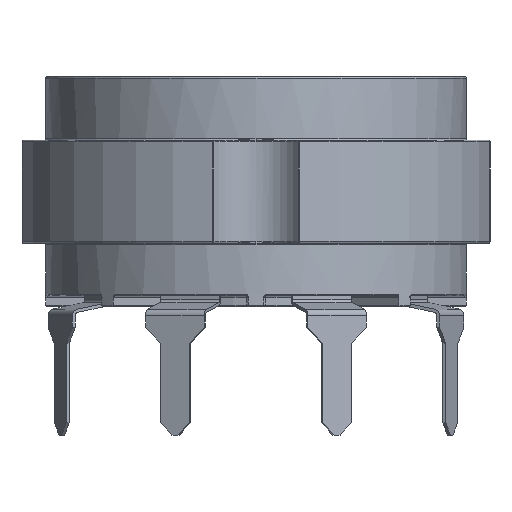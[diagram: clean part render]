
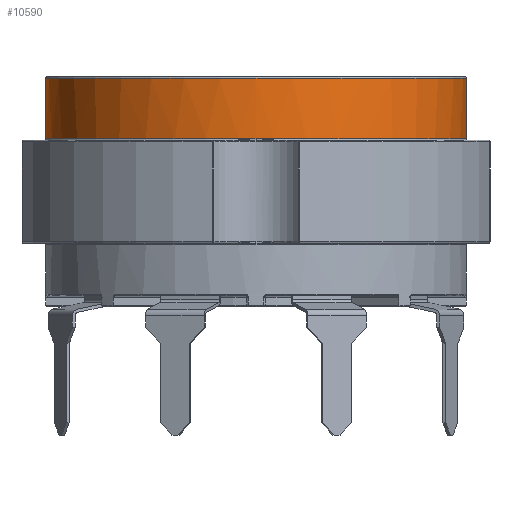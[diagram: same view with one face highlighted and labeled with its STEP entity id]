
A CAD part, front view. The second image highlights one B-rep face of the part: STEP entity #10590.
In plain terms, the highlighted cylindrical face has radius 13.25 mm (diameter 26.5 mm), a full revolution.
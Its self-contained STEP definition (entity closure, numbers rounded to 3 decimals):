
#74=FACE_BOUND('',#3278,.T.);
#2007=CYLINDRICAL_SURFACE('',#11666,13.25);
#2597=FACE_OUTER_BOUND('',#3277,.T.);
#3277=EDGE_LOOP('',(#8657));
#3278=EDGE_LOOP('',(#8658,#8659,#8660,#8661,#8662,#8663,#8664,#8665,#8666,
#8667,#8668,#8669));
#4016=CIRCLE('',#11627,13.25);
#4019=CIRCLE('',#11631,13.25);
#4021=CIRCLE('',#11634,13.25);
#4029=CIRCLE('',#11647,13.25);
#4037=CIRCLE('',#11667,13.25);
#4196=B_SPLINE_CURVE_WITH_KNOTS('',3,(#15394,#15395,#15396,#15397,#15398,
#15399,#15400,#15401,#15402,#15403),.UNSPECIFIED.,.F.,.F.,(4,3,3,4),(0.5,
0.512,0.853,1.),.UNSPECIFIED.);
#4198=B_SPLINE_CURVE_WITH_KNOTS('',3,(#15471,#15472,#15473,#15474,#15475,
#15476,#15477),.UNSPECIFIED.,.F.,.F.,(4,3,4),(0.,0.246,0.5),
 .UNSPECIFIED.);
#4211=B_SPLINE_CURVE_WITH_KNOTS('',3,(#15901,#15902,#15903,#15904,#15905,
#15906,#15907,#15908,#15909,#15910),.UNSPECIFIED.,.F.,.F.,(4,3,3,4),(0.5,
0.512,0.853,1.),.UNSPECIFIED.);
#4213=B_SPLINE_CURVE_WITH_KNOTS('',3,(#15978,#15979,#15980,#15981,#15982,
#15983,#15984),.UNSPECIFIED.,.F.,.F.,(4,3,4),(0.,0.246,0.5),
 .UNSPECIFIED.);
#4234=B_SPLINE_CURVE_WITH_KNOTS('',3,(#16658,#16659,#16660,#16661,#16662,
#16663,#16664,#16665,#16666,#16667),.UNSPECIFIED.,.F.,.F.,(4,3,3,4),(0.5,
0.512,0.853,1.),.UNSPECIFIED.);
#4236=B_SPLINE_CURVE_WITH_KNOTS('',3,(#16728,#16729,#16730,#16731,#16732,
#16733,#16734),.UNSPECIFIED.,.F.,.F.,(4,3,4),(0.,0.246,0.5),
 .UNSPECIFIED.);
#4241=B_SPLINE_CURVE_WITH_KNOTS('',3,(#16869,#16870,#16871,#16872,#16873,
#16874,#16875,#16876,#16877,#16878),.UNSPECIFIED.,.F.,.F.,(4,3,3,4),(0.5,
0.512,0.853,1.),.UNSPECIFIED.);
#4243=B_SPLINE_CURVE_WITH_KNOTS('',3,(#16946,#16947,#16948,#16949,#16950,
#16951,#16952),.UNSPECIFIED.,.F.,.F.,(4,3,4),(0.,0.246,0.5),
 .UNSPECIFIED.);
#4388=VERTEX_POINT('',#15386);
#4389=VERTEX_POINT('',#15393);
#4391=VERTEX_POINT('',#15469);
#4404=VERTEX_POINT('',#15893);
#4405=VERTEX_POINT('',#15900);
#4407=VERTEX_POINT('',#15976);
#4428=VERTEX_POINT('',#16650);
#4429=VERTEX_POINT('',#16657);
#4431=VERTEX_POINT('',#16726);
#4436=VERTEX_POINT('',#16861);
#4437=VERTEX_POINT('',#16868);
#4439=VERTEX_POINT('',#16944);
#4919=VERTEX_POINT('',#22260);
#5366=EDGE_CURVE('',#4388,#4389,#4196,.T.);
#5370=EDGE_CURVE('',#4391,#4388,#4198,.T.);
#5388=EDGE_CURVE('',#4404,#4405,#4211,.T.);
#5392=EDGE_CURVE('',#4407,#4404,#4213,.T.);
#5422=EDGE_CURVE('',#4428,#4429,#4234,.T.);
#5426=EDGE_CURVE('',#4431,#4428,#4236,.T.);
#5432=EDGE_CURVE('',#4436,#4437,#4241,.T.);
#5436=EDGE_CURVE('',#4439,#4436,#4243,.T.);
#6251=EDGE_CURVE('',#4437,#4407,#4016,.T.);
#6255=EDGE_CURVE('',#4405,#4391,#4019,.T.);
#6257=EDGE_CURVE('',#4389,#4431,#4021,.T.);
#6265=EDGE_CURVE('',#4429,#4439,#4029,.T.);
#6277=EDGE_CURVE('',#4919,#4919,#4037,.T.);
#8657=ORIENTED_EDGE('',*,*,#6277,.F.);
#8658=ORIENTED_EDGE('',*,*,#5370,.F.);
#8659=ORIENTED_EDGE('',*,*,#6255,.F.);
#8660=ORIENTED_EDGE('',*,*,#5388,.F.);
#8661=ORIENTED_EDGE('',*,*,#5392,.F.);
#8662=ORIENTED_EDGE('',*,*,#6251,.F.);
#8663=ORIENTED_EDGE('',*,*,#5432,.F.);
#8664=ORIENTED_EDGE('',*,*,#5436,.F.);
#8665=ORIENTED_EDGE('',*,*,#6265,.F.);
#8666=ORIENTED_EDGE('',*,*,#5422,.F.);
#8667=ORIENTED_EDGE('',*,*,#5426,.F.);
#8668=ORIENTED_EDGE('',*,*,#6257,.F.);
#8669=ORIENTED_EDGE('',*,*,#5366,.F.);
#10590=ADVANCED_FACE('',(#2597,#74),#2007,.T.);
#11627=AXIS2_PLACEMENT_3D('',#22157,#13818,#13819);
#11631=AXIS2_PLACEMENT_3D('',#22220,#13826,#13827);
#11634=AXIS2_PLACEMENT_3D('',#22223,#13832,#13833);
#11647=AXIS2_PLACEMENT_3D('',#22236,#13858,#13859);
#11666=AXIS2_PLACEMENT_3D('',#22259,#13900,#13901);
#11667=AXIS2_PLACEMENT_3D('',#22261,#13902,#13903);
#13818=DIRECTION('center_axis',(0.,0.,-1.));
#13819=DIRECTION('ref_axis',(0.707,0.707,0.));
#13826=DIRECTION('center_axis',(0.,0.,-1.));
#13827=DIRECTION('ref_axis',(0.707,-0.707,0.));
#13832=DIRECTION('center_axis',(0.,0.,-1.));
#13833=DIRECTION('ref_axis',(-0.707,-0.707,0.));
#13858=DIRECTION('center_axis',(0.,0.,-1.));
#13859=DIRECTION('ref_axis',(-0.707,0.707,0.));
#13900=DIRECTION('center_axis',(0.,0.,1.));
#13901=DIRECTION('ref_axis',(0.,1.,0.));
#13902=DIRECTION('center_axis',(0.,0.,1.));
#13903=DIRECTION('ref_axis',(0.,-1.,0.));
#15386=CARTESIAN_POINT('',(0.,-13.25,10.6));
#15393=CARTESIAN_POINT('',(-1.104,-13.204,10.6));
#15394=CARTESIAN_POINT('Ctrl Pts',(0.,-13.25,10.6));
#15395=CARTESIAN_POINT('Ctrl Pts',(-0.011,-13.25,10.6));
#15396=CARTESIAN_POINT('Ctrl Pts',(-0.022,-13.25,
10.6));
#15397=CARTESIAN_POINT('Ctrl Pts',(-0.033,-13.25,
10.6));
#15398=CARTESIAN_POINT('Ctrl Pts',(-0.34,-13.249,
10.6));
#15399=CARTESIAN_POINT('Ctrl Pts',(-0.742,-13.231,
10.6));
#15400=CARTESIAN_POINT('Ctrl Pts',(-0.943,-13.216,
10.6));
#15401=CARTESIAN_POINT('Ctrl Pts',(-1.03,-13.21,
10.6));
#15402=CARTESIAN_POINT('Ctrl Pts',(-1.072,-13.207,
10.6));
#15403=CARTESIAN_POINT('Ctrl Pts',(-1.104,-13.204,
10.6));
#15469=CARTESIAN_POINT('',(1.104,-13.204,10.6));
#15471=CARTESIAN_POINT('Ctrl Pts',(1.104,-13.204,10.6));
#15472=CARTESIAN_POINT('Ctrl Pts',(1.05,-13.208,10.6));
#15473=CARTESIAN_POINT('Ctrl Pts',(0.938,-13.219,10.6));
#15474=CARTESIAN_POINT('Ctrl Pts',(0.721,-13.23,
10.6));
#15475=CARTESIAN_POINT('Ctrl Pts',(0.497,-13.243,10.6));
#15476=CARTESIAN_POINT('Ctrl Pts',(0.232,-13.25,10.6));
#15477=CARTESIAN_POINT('Ctrl Pts',(0.,-13.25,10.6));
#15893=CARTESIAN_POINT('',(13.25,0.,10.6));
#15900=CARTESIAN_POINT('',(13.204,-1.104,10.6));
#15901=CARTESIAN_POINT('Ctrl Pts',(13.25,0.,10.6));
#15902=CARTESIAN_POINT('Ctrl Pts',(13.25,-0.011,10.6));
#15903=CARTESIAN_POINT('Ctrl Pts',(13.25,-0.022,
10.6));
#15904=CARTESIAN_POINT('Ctrl Pts',(13.25,-0.033,
10.6));
#15905=CARTESIAN_POINT('Ctrl Pts',(13.249,-0.34,
10.6));
#15906=CARTESIAN_POINT('Ctrl Pts',(13.231,-0.742,
10.6));
#15907=CARTESIAN_POINT('Ctrl Pts',(13.216,-0.943,
10.6));
#15908=CARTESIAN_POINT('Ctrl Pts',(13.21,-1.03,10.6));
#15909=CARTESIAN_POINT('Ctrl Pts',(13.207,-1.072,10.6));
#15910=CARTESIAN_POINT('Ctrl Pts',(13.204,-1.104,10.6));
#15976=CARTESIAN_POINT('',(13.204,1.104,10.6));
#15978=CARTESIAN_POINT('Ctrl Pts',(13.204,1.104,10.6));
#15979=CARTESIAN_POINT('Ctrl Pts',(13.208,1.05,10.6));
#15980=CARTESIAN_POINT('Ctrl Pts',(13.219,0.938,10.6));
#15981=CARTESIAN_POINT('Ctrl Pts',(13.23,0.721,10.6));
#15982=CARTESIAN_POINT('Ctrl Pts',(13.243,0.497,10.6));
#15983=CARTESIAN_POINT('Ctrl Pts',(13.25,0.232,10.6));
#15984=CARTESIAN_POINT('Ctrl Pts',(13.25,0.,10.6));
#16650=CARTESIAN_POINT('',(-13.25,0.,10.6));
#16657=CARTESIAN_POINT('',(-13.204,1.104,10.6));
#16658=CARTESIAN_POINT('Ctrl Pts',(-13.25,0.,10.6));
#16659=CARTESIAN_POINT('Ctrl Pts',(-13.25,0.011,10.6));
#16660=CARTESIAN_POINT('Ctrl Pts',(-13.25,0.022,10.6));
#16661=CARTESIAN_POINT('Ctrl Pts',(-13.25,0.033,
10.6));
#16662=CARTESIAN_POINT('Ctrl Pts',(-13.249,0.34,
10.6));
#16663=CARTESIAN_POINT('Ctrl Pts',(-13.231,0.742,
10.6));
#16664=CARTESIAN_POINT('Ctrl Pts',(-13.216,0.943,
10.6));
#16665=CARTESIAN_POINT('Ctrl Pts',(-13.21,1.03,10.6));
#16666=CARTESIAN_POINT('Ctrl Pts',(-13.207,1.072,10.6));
#16667=CARTESIAN_POINT('Ctrl Pts',(-13.204,1.104,10.6));
#16726=CARTESIAN_POINT('',(-13.204,-1.104,10.6));
#16728=CARTESIAN_POINT('Ctrl Pts',(-13.204,-1.104,
10.6));
#16729=CARTESIAN_POINT('Ctrl Pts',(-13.208,-1.05,
10.6));
#16730=CARTESIAN_POINT('Ctrl Pts',(-13.219,-0.938,
10.6));
#16731=CARTESIAN_POINT('Ctrl Pts',(-13.23,-0.721,
10.6));
#16732=CARTESIAN_POINT('Ctrl Pts',(-13.243,-0.497,
10.6));
#16733=CARTESIAN_POINT('Ctrl Pts',(-13.25,-0.232,10.6));
#16734=CARTESIAN_POINT('Ctrl Pts',(-13.25,0.,10.6));
#16861=CARTESIAN_POINT('',(0.,13.25,10.6));
#16868=CARTESIAN_POINT('',(1.104,13.204,10.6));
#16869=CARTESIAN_POINT('Ctrl Pts',(0.,13.25,10.6));
#16870=CARTESIAN_POINT('Ctrl Pts',(0.011,13.25,10.6));
#16871=CARTESIAN_POINT('Ctrl Pts',(0.022,13.25,
10.6));
#16872=CARTESIAN_POINT('Ctrl Pts',(0.033,13.25,
10.6));
#16873=CARTESIAN_POINT('Ctrl Pts',(0.34,13.249,10.6));
#16874=CARTESIAN_POINT('Ctrl Pts',(0.742,13.231,10.6));
#16875=CARTESIAN_POINT('Ctrl Pts',(0.943,13.216,10.6));
#16876=CARTESIAN_POINT('Ctrl Pts',(1.03,13.21,10.6));
#16877=CARTESIAN_POINT('Ctrl Pts',(1.072,13.207,10.6));
#16878=CARTESIAN_POINT('Ctrl Pts',(1.104,13.204,10.6));
#16944=CARTESIAN_POINT('',(-1.104,13.204,10.6));
#16946=CARTESIAN_POINT('Ctrl Pts',(-1.104,13.204,10.6));
#16947=CARTESIAN_POINT('Ctrl Pts',(-1.05,13.208,10.6));
#16948=CARTESIAN_POINT('Ctrl Pts',(-0.938,13.219,10.6));
#16949=CARTESIAN_POINT('Ctrl Pts',(-0.721,13.23,
10.6));
#16950=CARTESIAN_POINT('Ctrl Pts',(-0.497,13.243,
10.6));
#16951=CARTESIAN_POINT('Ctrl Pts',(-0.232,13.25,10.6));
#16952=CARTESIAN_POINT('Ctrl Pts',(0.,13.25,10.6));
#22157=CARTESIAN_POINT('Origin',(0.,0.,10.6));
#22220=CARTESIAN_POINT('Origin',(0.,0.,10.6));
#22223=CARTESIAN_POINT('Origin',(0.,0.,10.6));
#22236=CARTESIAN_POINT('Origin',(0.,0.,10.6));
#22259=CARTESIAN_POINT('Origin',(0.,0.,12.5));
#22260=CARTESIAN_POINT('',(0.,13.25,14.4));
#22261=CARTESIAN_POINT('Origin',(0.,0.,14.4));
